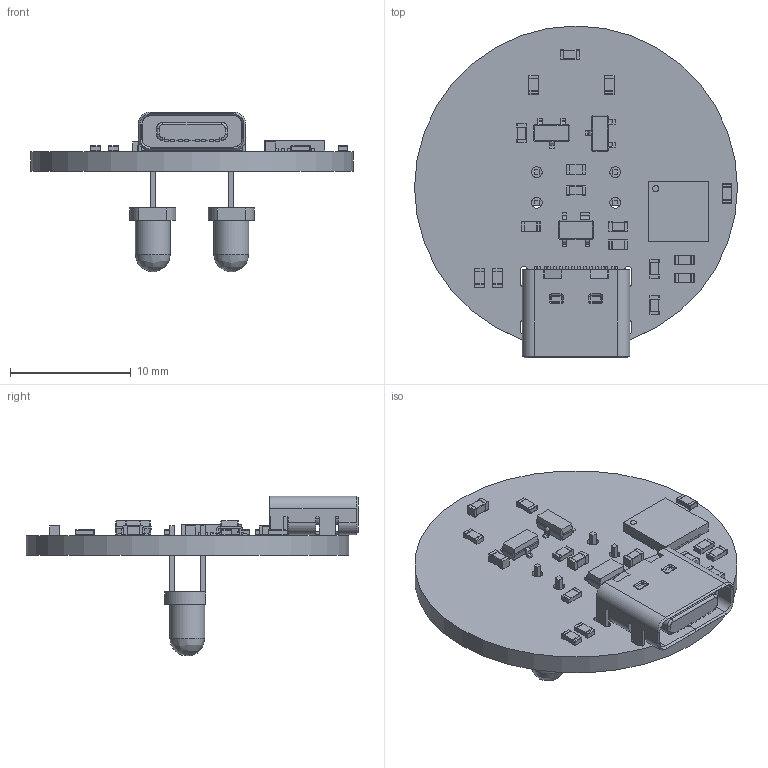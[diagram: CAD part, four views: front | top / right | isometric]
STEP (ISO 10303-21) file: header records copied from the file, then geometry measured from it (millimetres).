
FILE_DESCRIPTION(('KiCad electronic assembly'),'2;1');
FILE_NAME('IEC-62056-21-Optical-Probe.step','2022-01-05T13:43:35',( 'Pcbnew'),('Kicad'),'Open CASCADE STEP processor 7.6', 'KiCad to STEP converter','Unknown');
FILE_SCHEMA(('AUTOMOTIVE_DESIGN { 1 0 10303 214 1 1 1 1 }'));
Length unit declared in the file: millimetre
Products named in the file (18): IEC-62056-21-Optical-Probe 1; C_0603_1608Metric; SOLID; R_0603_1608Metric; SOT-23; QFN-28-1EP_5x5mm_P0.5mm_EP3.35x3.35mm; USB_C_Receptacle_XKB_U262-16XN-4BVC11; COMPOUND; SOT-143; LED_D3.0mm_Clear; LED_D3.0mm_IRBlack; IEC-62056-21-Optical-Probe PCB
Assembly tree (33 placements, depth 3):
  IEC-62056-21-Optical-Probe 1
    C_0603_1608Metric  x7
      SOLID
    R_0603_1608Metric  x10
      SOLID
    SOT-23  x2
      SOLID
    QFN-28-1EP_5x5mm_P0.5mm_EP3.35x3.35mm
      SOLID
    USB_C_Receptacle_XKB_U262-16XN-4BVC11
      COMPOUND
    SOT-143
      SOLID
    LED_D3.0mm_Clear
      SOLID
    LED_D3.0mm_IRBlack
      SOLID
    IEC-62056-21-Optical-Probe PCB
Bounding box: 26.75 x 27.5 x 13.25 mm (x, y, z)
Volume: 1135.2 mm3; surface area: 2173.9 mm2
Topology: 35 solids, 35 shells, 1342 faces, 3494 edges, 2241 vertices
Faces by surface type: bspline 1317, cylinder 15, plane 10
Full cylindrical faces by diameter (mm): 0.65 x2, 0.9 x4, 26.75 x1
Entity records: 54450 total; most frequent: CARTESIAN_POINT 21429, B_SPLINE_CURVE_WITH_KNOTS 5843, ORIENTED_EDGE 4536, PCURVE 4536, DEFINITIONAL_REPRESENTATION 4536, EDGE_CURVE 2268, SURFACE_CURVE 2256, VERTEX_POINT 1451
